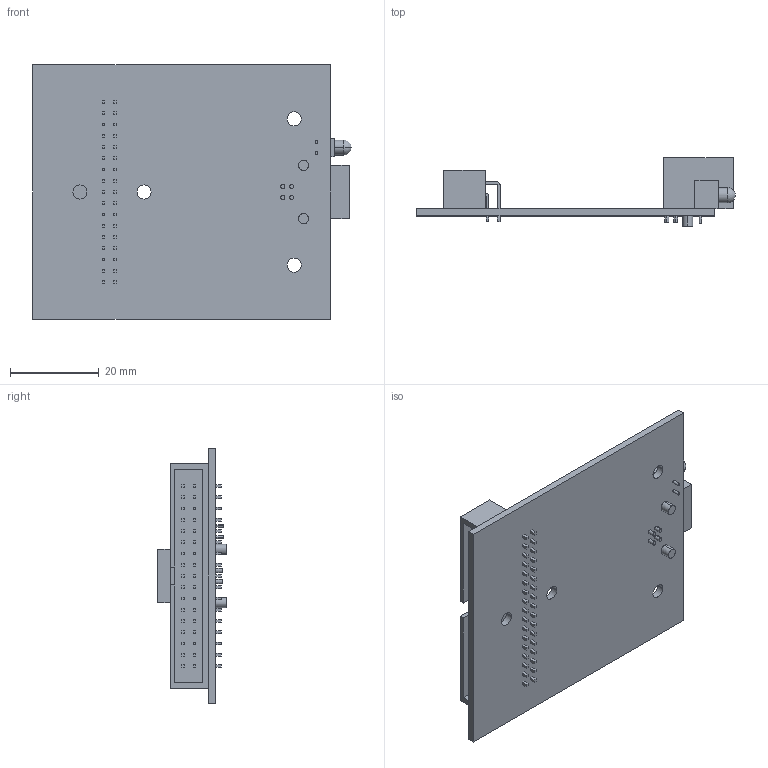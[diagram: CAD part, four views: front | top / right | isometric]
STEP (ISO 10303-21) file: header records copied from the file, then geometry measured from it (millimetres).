
FILE_DESCRIPTION((''),'2;1');
FILE_NAME('CD_USB-6501_OEM','2008-06-27T',('scarrasc'),(''),'PRO/ENGINEER BY PARAMETRIC TECHNOLOGY CORPORATION, 2006300','PRO/ENGINEER BY PARAMETRIC TECHNOLOGY CORPORATION, 2006300','');
FILE_SCHEMA(('CONFIG_CONTROL_DESIGN'));
Length unit declared in the file: inch
Products named in the file (1): CD_USB-6501_OEM
Bounding box: 71.96 x 15.42 x 57.4 mm (x, y, z)
Volume: 10450.3 mm3; surface area: 12386.8 mm2
Topology: 1 solids, 1 shells, 660 faces, 1726 edges, 1147 vertices
Faces by surface type: plane 564, cylinder 94, sphere 2
Entity records: 20190 total; most frequent: CARTESIAN_POINT 3531, ORIENTED_EDGE 3448, DIRECTION 3234, EDGE_CURVE 1724, VECTOR 1534, LINE 1534, VERTEX_POINT 1147, AXIS2_PLACEMENT_3D 850
